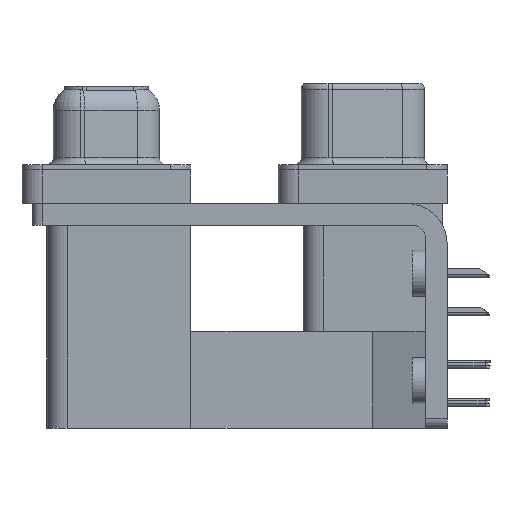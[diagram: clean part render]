
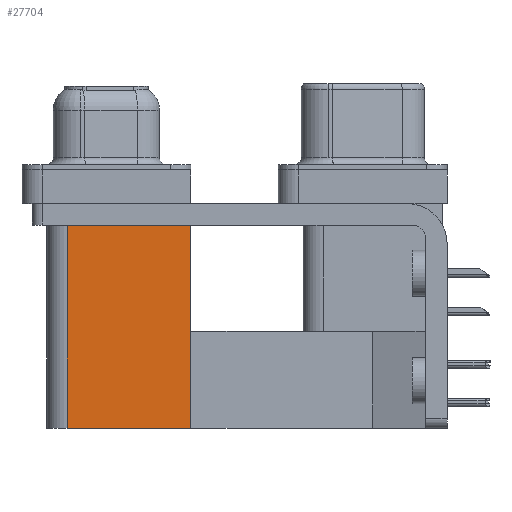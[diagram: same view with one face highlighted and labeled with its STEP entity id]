
A CAD part, left-side view. The second image highlights one B-rep face of the part: STEP entity #27704.
In plain terms, the highlighted planar face has unit normal (-1, 0, 0).
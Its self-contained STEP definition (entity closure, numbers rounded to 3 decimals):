
#3360 = CARTESIAN_POINT ( 'NONE',  ( 3.79, 12.775, -19.2 ) ) ;
#4851 = CARTESIAN_POINT ( 'NONE',  ( 3.79, 12.775, -2.5 ) ) ;
#4856 = CARTESIAN_POINT ( 'NONE',  ( 3.79, 12.775, -19.2 ) ) ;
#5073 = LINE ( 'NONE', #30879, #27784 ) ;
#5809 = FACE_OUTER_BOUND ( 'NONE', #19394, .T. ) ;
#6843 = ORIENTED_EDGE ( 'NONE', *, *, #18600, .T. ) ;
#6852 = CARTESIAN_POINT ( 'NONE',  ( 3.79, 12.775, -19.2 ) ) ;
#8365 = VERTEX_POINT ( 'NONE', #17617 ) ;
#8823 = PLANE ( 'NONE',  #14818 ) ;
#9209 = VECTOR ( 'NONE', #25216, 1000. ) ;
#9862 = DIRECTION ( 'NONE',  ( 0., 0., 1. ) ) ;
#9996 = ORIENTED_EDGE ( 'NONE', *, *, #20762, .T. ) ;
#10678 = VERTEX_POINT ( 'NONE', #27451 ) ;
#10894 = DIRECTION ( 'NONE',  ( 0., 1., 0. ) ) ;
#11507 = VECTOR ( 'NONE', #9862, 1000. ) ;
#13202 = EDGE_CURVE ( 'NONE', #10678, #8365, #35629, .T. ) ;
#13332 = LINE ( 'NONE', #4856, #9209 ) ;
#14818 = AXIS2_PLACEMENT_3D ( 'NONE', #3360, #23350, #17128 ) ;
#15346 = LINE ( 'NONE', #6852, #11507 ) ;
#17128 = DIRECTION ( 'NONE',  ( 0., 1., 0. ) ) ;
#17617 = CARTESIAN_POINT ( 'NONE',  ( 3.79, 21.975, -2.5 ) ) ;
#18316 = DIRECTION ( 'NONE',  ( 0., 0., 1. ) ) ;
#18600 = EDGE_CURVE ( 'NONE', #20239, #8365, #5073, .T. ) ;
#18909 = VERTEX_POINT ( 'NONE', #26923 ) ;
#19394 = EDGE_LOOP ( 'NONE', ( #6843, #22011, #31019, #9996 ) ) ;
#20239 = VERTEX_POINT ( 'NONE', #4851 ) ;
#20762 = EDGE_CURVE ( 'NONE', #18909, #20239, #15346, .T. ) ;
#22011 = ORIENTED_EDGE ( 'NONE', *, *, #13202, .F. ) ;
#23350 = DIRECTION ( 'NONE',  ( 1., 0., 0. ) ) ;
#23797 = VECTOR ( 'NONE', #18316, 1000. ) ;
#24883 = CARTESIAN_POINT ( 'NONE',  ( 3.79, 21.975, -19.2 ) ) ;
#25216 = DIRECTION ( 'NONE',  ( 0., 1., 0. ) ) ;
#26923 = CARTESIAN_POINT ( 'NONE',  ( 3.79, 12.775, -19.2 ) ) ;
#27451 = CARTESIAN_POINT ( 'NONE',  ( 3.79, 21.975, -19.2 ) ) ;
#27704 = ADVANCED_FACE ( 'NONE', ( #5809 ), #8823, .F. ) ;
#27784 = VECTOR ( 'NONE', #10894, 1000. ) ;
#30879 = CARTESIAN_POINT ( 'NONE',  ( 3.79, 12.775, -2.5 ) ) ;
#31019 = ORIENTED_EDGE ( 'NONE', *, *, #32475, .F. ) ;
#32475 = EDGE_CURVE ( 'NONE', #18909, #10678, #13332, .T. ) ;
#35629 = LINE ( 'NONE', #24883, #23797 ) ;
